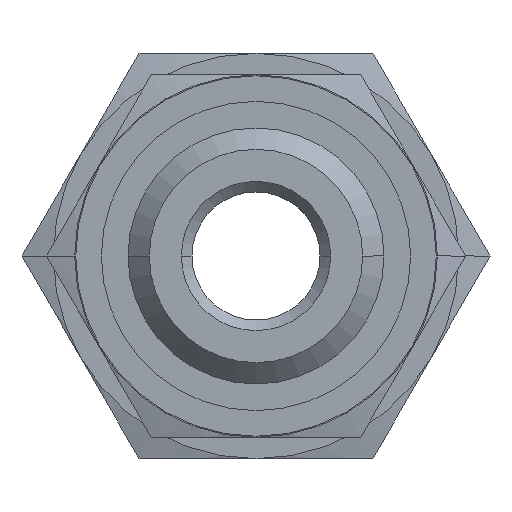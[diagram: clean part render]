
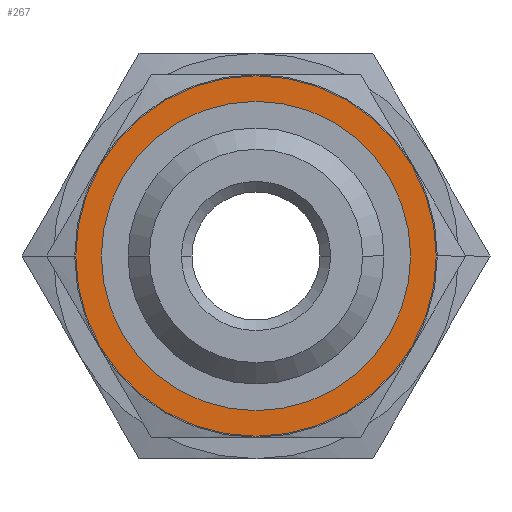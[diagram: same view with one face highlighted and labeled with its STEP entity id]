
A CAD part, left-side view. The second image highlights one B-rep face of the part: STEP entity #267.
In plain terms, the highlighted planar face has unit normal (-1, 0, 0).
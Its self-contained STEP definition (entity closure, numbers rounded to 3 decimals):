
#267 = ADVANCED_FACE( '', ( #520, #521 ), #522, .T. );
#520 = FACE_BOUND( '', #829, .T. );
#521 = FACE_OUTER_BOUND( '', #830, .T. );
#522 = PLANE( '', #831 );
#829 = EDGE_LOOP( '', ( #1679, #1680 ) );
#830 = EDGE_LOOP( '', ( #1681, #1682 ) );
#831 = AXIS2_PLACEMENT_3D( '', #1683, #1684, #1685 );
#1679 = ORIENTED_EDGE( '', *, *, #2124, .F. );
#1680 = ORIENTED_EDGE( '', *, *, #2230, .F. );
#1681 = ORIENTED_EDGE( '', *, *, #2071, .T. );
#1682 = ORIENTED_EDGE( '', *, *, #2285, .T. );
#1683 = CARTESIAN_POINT( '', ( -3., 7.85, 0. ) );
#1684 = DIRECTION( '', ( -1., 0., 0. ) );
#1685 = DIRECTION( '', ( 0., 1., 0. ) );
#2071 = EDGE_CURVE( '', #2420, #2424, #2426, .T. );
#2124 = EDGE_CURVE( '', #2520, #2523, #2524, .T. );
#2230 = EDGE_CURVE( '', #2523, #2520, #2699, .T. );
#2285 = EDGE_CURVE( '', #2424, #2420, #2771, .T. );
#2420 = VERTEX_POINT( '', #2966 );
#2424 = VERTEX_POINT( '', #2971 );
#2426 = CIRCLE( '', #2974, 8.45 );
#2520 = VERTEX_POINT( '', #3128 );
#2523 = VERTEX_POINT( '', #3132 );
#2524 = CIRCLE( '', #3133, 7.25 );
#2699 = CIRCLE( '', #3395, 7.25 );
#2771 = CIRCLE( '', #3653, 8.45 );
#2966 = CARTESIAN_POINT( '', ( -3., 8.45, 0. ) );
#2971 = CARTESIAN_POINT( '', ( -3., -8.45, 0. ) );
#2974 = AXIS2_PLACEMENT_3D( '', #4096, #4097, #4098 );
#3128 = CARTESIAN_POINT( '', ( -3., 7.25, 0. ) );
#3132 = CARTESIAN_POINT( '', ( -3., -7.25, 0. ) );
#3133 = AXIS2_PLACEMENT_3D( '', #4193, #4194, #4195 );
#3395 = AXIS2_PLACEMENT_3D( '', #4337, #4338, #4339 );
#3653 = AXIS2_PLACEMENT_3D( '', #4430, #4431, #4432 );
#4096 = CARTESIAN_POINT( '', ( -3., 0., 0. ) );
#4097 = DIRECTION( '', ( -1., 0., 0. ) );
#4098 = DIRECTION( '', ( 0., 1., 0. ) );
#4193 = CARTESIAN_POINT( '', ( -3., 0., 0. ) );
#4194 = DIRECTION( '', ( -1., 0., 0. ) );
#4195 = DIRECTION( '', ( 0., 1., 0. ) );
#4337 = CARTESIAN_POINT( '', ( -3., 0., 0. ) );
#4338 = DIRECTION( '', ( -1., 0., 0. ) );
#4339 = DIRECTION( '', ( 0., 1., 0. ) );
#4430 = CARTESIAN_POINT( '', ( -3., 0., 0. ) );
#4431 = DIRECTION( '', ( -1., 0., 0. ) );
#4432 = DIRECTION( '', ( 0., 1., 0. ) );
